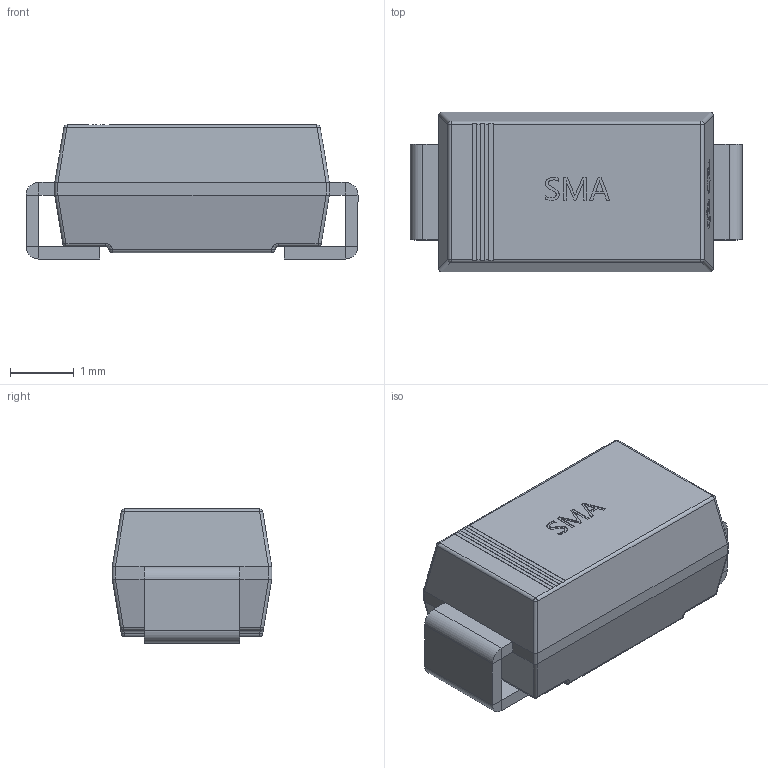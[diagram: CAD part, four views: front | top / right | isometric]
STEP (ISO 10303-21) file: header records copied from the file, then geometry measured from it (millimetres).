
FILE_DESCRIPTION (( 'STEP AP214' ), '1' );
FILE_NAME ('SMA_L4.3-W2.5-H2.1-LS5.0.step', '2022-07-15T04:44:34', ( '' ), ( '' ), 'SwSTEP 2.0', 'SolidWorks 2020', '' );
FILE_SCHEMA (( 'AUTOMOTIVE_DESIGN' ));
Length unit declared in the file: millimetre
Products named in the file (1): SMA_L4.3-W2.5-H2.1-LS5.0
Bounding box: 5.2 x 2.5 x 2.1 mm (x, y, z)
Volume: 20.8 mm3; surface area: 56.1 mm2
Topology: 14 solids, 14 shells, 456 faces, 1179 edges, 758 vertices
Faces by surface type: plane 276, bspline 136, cylinder 32, sphere 12
Entity records: 20319 total; most frequent: CARTESIAN_POINT 5634, ORIENTED_EDGE 2358, DIRECTION 1581, EDGE_CURVE 1179, VECTOR 819, LINE 819, VERTEX_POINT 758, EDGE_LOOP 479
